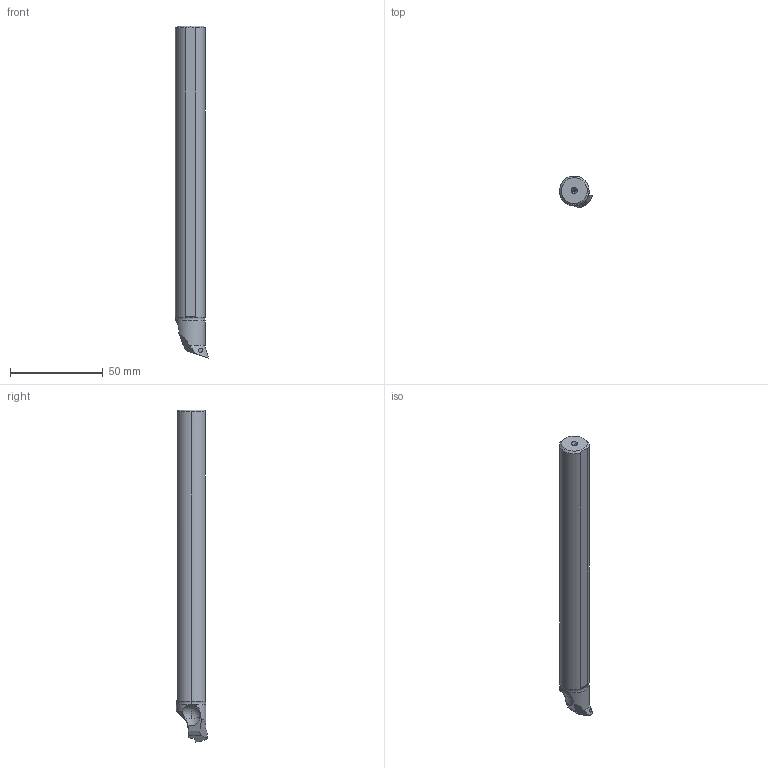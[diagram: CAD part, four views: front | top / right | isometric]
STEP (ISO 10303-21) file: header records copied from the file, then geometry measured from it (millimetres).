
FILE_DESCRIPTION(/* description */ (''),/* implementation_level */ '2;1');
FILE_NAME(/* name */ 'FSDQC2016L-07S.stp',/* time_stamp */ '2021-11-11T11:27:57+09:00',/* author */ (''),/* organization */ (''),/* preprocessor_version */ 'ST-DEVELOPER v16',/* originating_system */ 'SIEMENS PLM Software NX 10.0',/* authorisation */ '');
FILE_SCHEMA (('AUTOMOTIVE_DESIGN { 1 0 10303 214 3 1 1 1 }'));
Length unit declared in the file: millimetre
Products named in the file (1): FSDQC2016L-07S_ASM
Bounding box: 17.85 x 16.94 x 179.46 mm (x, y, z)
Volume: 33532 mm3; surface area: 9182.4 mm2
Topology: 2 solids, 2 shells, 88 faces, 259 edges, 175 vertices
Faces by surface type: cylinder 35, plane 28, cone 16, torus 6, sphere 3
Entity records: 3538 total; most frequent: CARTESIAN_POINT 1078, DIRECTION 513, ORIENTED_EDGE 508, EDGE_CURVE 254, AXIS2_PLACEMENT_3D 212, VERTEX_POINT 172, CIRCLE 98, EDGE_LOOP 92
